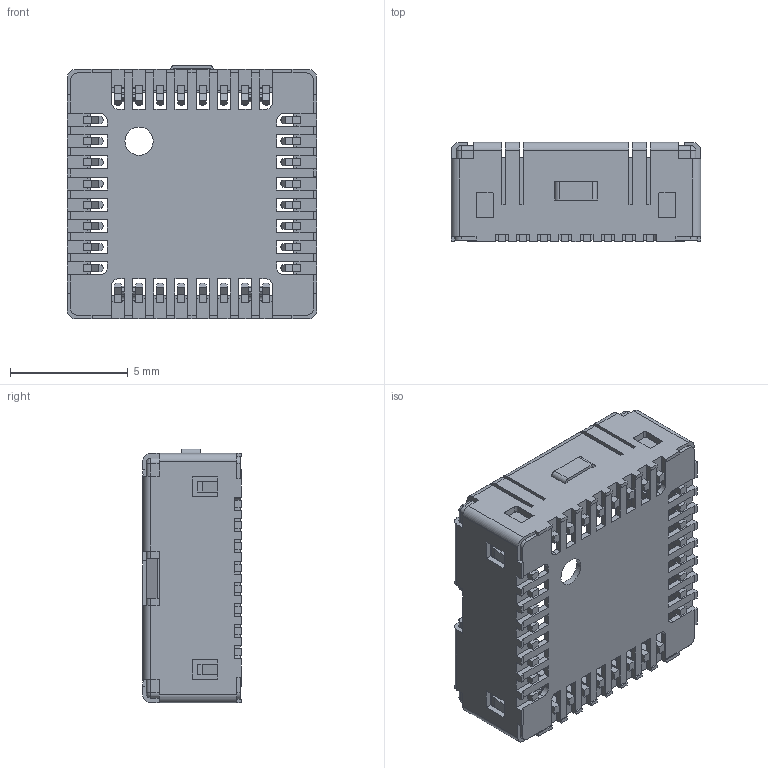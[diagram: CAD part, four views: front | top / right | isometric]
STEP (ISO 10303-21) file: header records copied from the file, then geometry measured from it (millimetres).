
FILE_DESCRIPTION(('FreeCAD Model'),'2;1');
FILE_NAME('Open CASCADE Shape Model','2025-03-07T23:31:36',(''),(''), 'Open CASCADE STEP processor 7.8','FreeCAD','Unknown');
FILE_SCHEMA(('AUTOMOTIVE_DESIGN { 1 0 10303 214 1 1 1 1 }'));
Length unit declared in the file: millimetre
Products named in the file (3): 105028-1001_1; SOLID; COMPOUND
Assembly tree (2 placements, depth 2):
  105028-1001_1
    SOLID
    COMPOUND
Bounding box: 10.6 x 4.2 x 10.78 mm (x, y, z)
Volume: 146.3 mm3; surface area: 641.3 mm2
Topology: 1 solids, 1 shells, 1140 faces, 3775 edges, 3398 vertices
Faces by surface type: plane 851, cylinder 285, bspline 4
Entity records: 44527 total; most frequent: CARTESIAN_POINT 9432, ORIENTED_EDGE 7004, DIRECTION 6183, EDGE_CURVE 3502, LINE 3197, VECTOR 3197, VERTEX_POINT 2306, AXIS2_PLACEMENT_3D 1493
